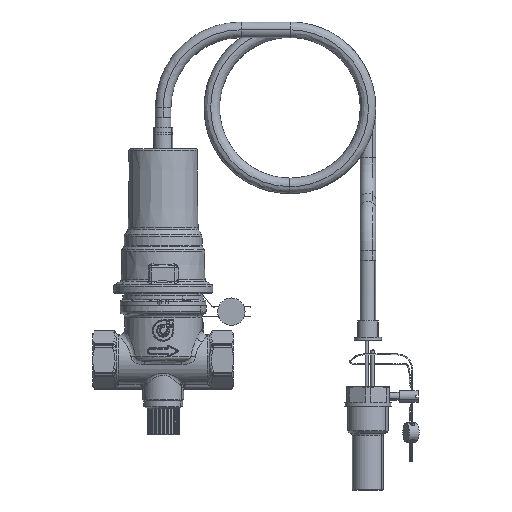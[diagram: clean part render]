
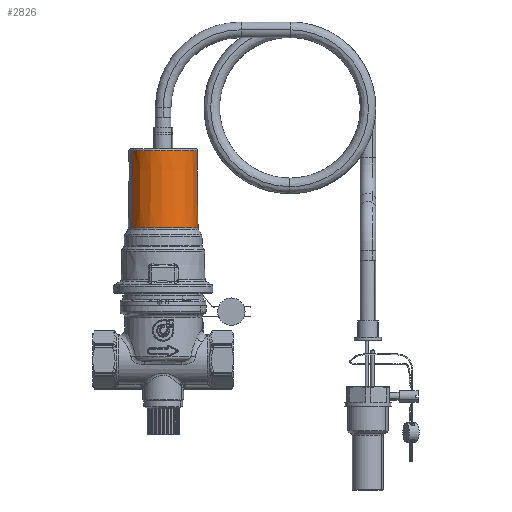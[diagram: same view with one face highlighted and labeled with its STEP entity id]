
A CAD part, left-side view. The second image highlights one B-rep face of the part: STEP entity #2826.
In plain terms, the highlighted conical face has half-angle 0.5 degrees and reference radius 17.567 mm.
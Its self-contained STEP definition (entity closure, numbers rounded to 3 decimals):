
#2755=CARTESIAN_POINT('Vertex',(-8.426,15.424,107.209)) ;
#2758=CARTESIAN_POINT('Axis2P3D Location',(0.,0.,107.209)) ;
#2762=CARTESIAN_POINT('Vertex',(8.426,-15.424,107.209)) ;
#2796=CARTESIAN_POINT('Axis2P3D Location',(0.,0.,108.2)) ;
#2801=CARTESIAN_POINT('Line Origine',(8.508,-15.573,87.666)) ;
#2805=CARTESIAN_POINT('Vertex',(8.591,-15.727,67.658)) ;
#2808=CARTESIAN_POINT('Line Origine',(-8.508,15.573,87.666)) ;
#2812=CARTESIAN_POINT('Vertex',(-8.591,15.727,67.658)) ;
#2815=CARTESIAN_POINT('Axis2P3D Location',(0.,0.,67.658)) ;
#2803=VECTOR('Line Direction',#2802,1.) ;
#2810=VECTOR('Line Direction',#2809,1.) ;
#2759=DIRECTION('Axis2P3D Direction',(0.,0.,1.)) ;
#2797=DIRECTION('Axis2P3D Direction',(0.,0.,-1.)) ;
#2798=DIRECTION('Axis2P3D XDirection',(0.479,-0.878,0.)) ;
#2802=DIRECTION('Vector Direction',(0.004,-0.008,-1.)) ;
#2809=DIRECTION('Vector Direction',(-0.004,0.008,-1.)) ;
#2816=DIRECTION('Axis2P3D Direction',(0.,0.,-1.)) ;
#2760=AXIS2_PLACEMENT_3D('Circle Axis2P3D',#2758,#2759,$) ;
#2799=AXIS2_PLACEMENT_3D('Cone Axis2P3D',#2796,#2797,#2798) ;
#2817=AXIS2_PLACEMENT_3D('Circle Axis2P3D',#2815,#2816,$) ;
#2804=LINE('Line',#2801,#2803) ;
#2811=LINE('Line',#2808,#2810) ;
#2761=CIRCLE('generated circle',#2760,17.575) ;
#2818=CIRCLE('generated circle',#2817,17.92) ;
#2800=CONICAL_SURFACE('Cone',#2799,17.567,0.009) ;
#2764=EDGE_CURVE('',#2756,#2763,#2761,.T.) ;
#2807=EDGE_CURVE('',#2763,#2806,#2804,.T.) ;
#2814=EDGE_CURVE('',#2756,#2813,#2811,.T.) ;
#2819=EDGE_CURVE('',#2806,#2813,#2818,.T.) ;
#2821=ORIENTED_EDGE('',*,*,#2807,.F.) ;
#2822=ORIENTED_EDGE('',*,*,#2764,.F.) ;
#2823=ORIENTED_EDGE('',*,*,#2814,.T.) ;
#2824=ORIENTED_EDGE('',*,*,#2819,.F.) ;
#2820=EDGE_LOOP('',(#2821,#2822,#2823,#2824)) ;
#2756=VERTEX_POINT('',#2755) ;
#2763=VERTEX_POINT('',#2762) ;
#2806=VERTEX_POINT('',#2805) ;
#2813=VERTEX_POINT('',#2812) ;
#2826=ADVANCED_FACE('PartBody',(#2825),#2800,.T.) ;
#2825=FACE_OUTER_BOUND('',#2820,.T.) ;
